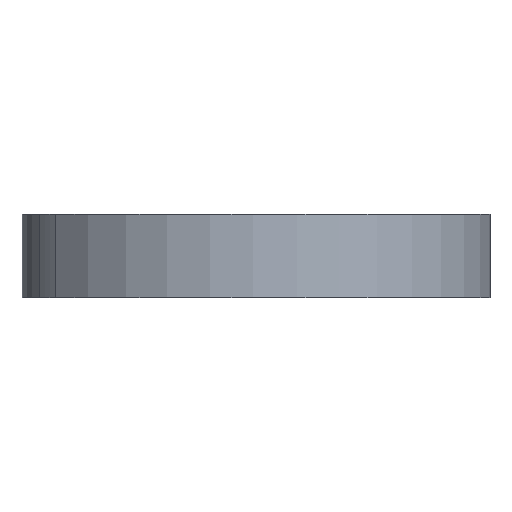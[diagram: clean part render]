
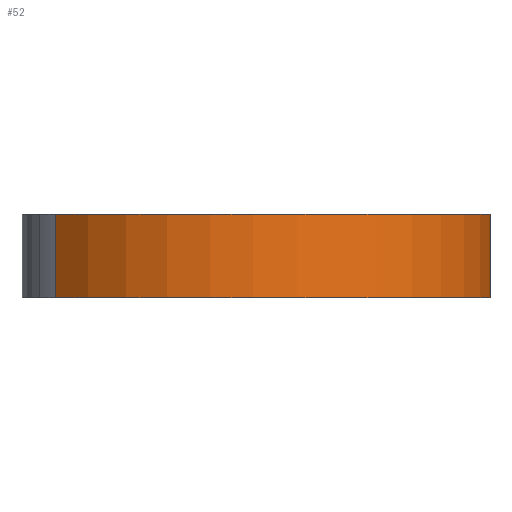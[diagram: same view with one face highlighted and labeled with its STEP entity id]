
A CAD part, left-side view. The second image highlights one B-rep face of the part: STEP entity #52.
In plain terms, the highlighted cylindrical face has radius 14.995 mm (diameter 29.99 mm), a partial arc.
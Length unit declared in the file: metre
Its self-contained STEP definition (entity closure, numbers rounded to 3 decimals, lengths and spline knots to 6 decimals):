
#52=ADVANCED_FACE('62:2282',(#167),#168,.T.);
#167=FACE_OUTER_BOUND('',#394,.T.);
#168=CYLINDRICAL_SURFACE('',#395,0.014995);
#394=EDGE_LOOP('',(#626,#627,#628,#629));
#395=AXIS2_PLACEMENT_3D('',#630,#631,#632);
#626=ORIENTED_EDGE('',*,*,#1620,.F.);
#627=ORIENTED_EDGE('',*,*,#1621,.F.);
#628=ORIENTED_EDGE('',*,*,#1616,.F.);
#629=ORIENTED_EDGE('',*,*,#1622,.T.);
#630=CARTESIAN_POINT('',(0.,0.,-0.03254));
#631=DIRECTION('',(0.0,0.0,1.0));
#632=DIRECTION('',(-0.687,0.727,0.0));
#1616=EDGE_CURVE('',#1946,#1947,#1948,.T.);
#1620=EDGE_CURVE('',#1954,#1955,#1956,.T.);
#1621=EDGE_CURVE('62:3017',#1947,#1954,#1957,.T.);
#1622=EDGE_CURVE('62:3011',#1946,#1955,#1958,.T.);
#1946=VERTEX_POINT('',#2496);
#1947=VERTEX_POINT('',#2497);
#1948=LINE('',#2498,#2499);
#1954=VERTEX_POINT('',#2506);
#1955=VERTEX_POINT('',#2507);
#1956=LINE('',#2508,#2509);
#1957=CIRCLE('',#2510,0.014995);
#1958=CIRCLE('',#2511,0.014995);
#2496=CARTESIAN_POINT('',(0.010299,-0.010899,-0.02754));
#2497=CARTESIAN_POINT('',(0.010299,-0.010899,-0.03254));
#2498=CARTESIAN_POINT('',(0.010299,-0.010899,-0.03254));
#2499=VECTOR('',#3262,1.0);
#2506=CARTESIAN_POINT('',(-0.010299,0.010899,-0.03254));
#2507=CARTESIAN_POINT('',(-0.010299,0.010899,-0.02754));
#2508=CARTESIAN_POINT('',(-0.010299,0.010899,-0.03254));
#2509=VECTOR('',#3270,1.0);
#2510=AXIS2_PLACEMENT_3D('',#3271,#3272,#3273);
#2511=AXIS2_PLACEMENT_3D('',#3274,#3275,#3276);
#3262=DIRECTION('',(-0.0,-0.0,-1.0));
#3270=DIRECTION('',(0.0,0.0,1.0));
#3271=CARTESIAN_POINT('',(0.,0.,-0.03254));
#3272=DIRECTION('',(0.0,0.0,-1.0));
#3273=DIRECTION('',(-0.687,0.727,0.0));
#3274=CARTESIAN_POINT('',(0.,0.,-0.02754));
#3275=DIRECTION('',(0.0,0.0,-1.0));
#3276=DIRECTION('',(-0.687,0.727,0.0));
